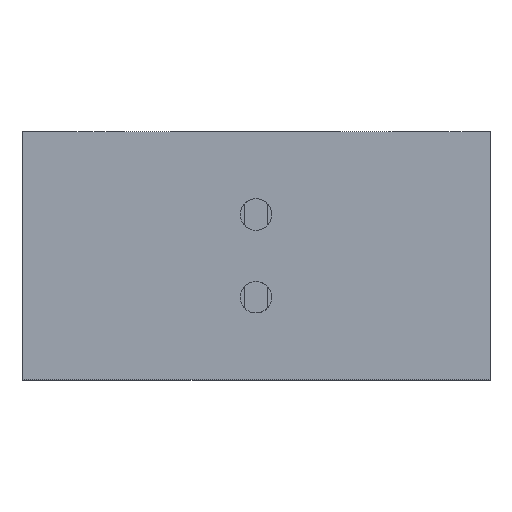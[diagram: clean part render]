
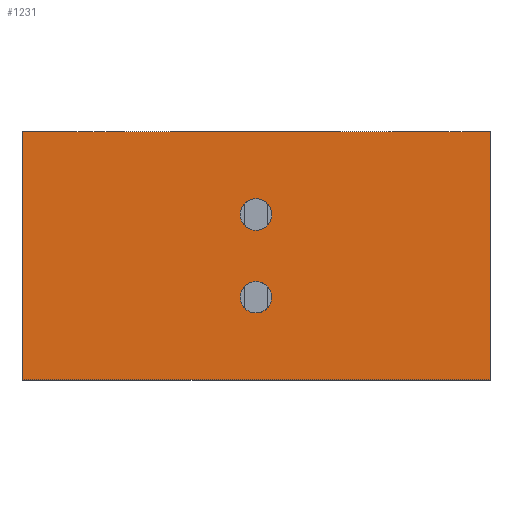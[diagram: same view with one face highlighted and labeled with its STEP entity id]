
A CAD part, top view. The second image highlights one B-rep face of the part: STEP entity #1231.
In plain terms, the highlighted planar face has unit normal (0, 0, 1).
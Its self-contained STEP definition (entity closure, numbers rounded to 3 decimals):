
#17=FACE_BOUND('',#460,.T.);
#18=FACE_BOUND('',#461,.T.);
#54=PLANE('',#1339);
#81=LINE('',#1845,#215);
#119=LINE('',#2020,#253);
#188=LINE('',#2160,#322);
#189=LINE('',#2162,#323);
#215=VECTOR('',#1428,10.);
#253=VECTOR('',#1524,10.);
#322=VECTOR('',#1653,10.);
#323=VECTOR('',#1656,10.);
#397=FACE_OUTER_BOUND('',#459,.T.);
#459=EDGE_LOOP('',(#1147,#1148,#1149,#1150));
#460=EDGE_LOOP('',(#1151));
#461=EDGE_LOOP('',(#1152));
#492=CIRCLE('',#1293,1.4);
#496=CIRCLE('',#1300,1.4);
#554=VERTEX_POINT('',#1842);
#555=VERTEX_POINT('',#1844);
#568=VERTEX_POINT('',#1882);
#578=VERTEX_POINT('',#1942);
#590=VERTEX_POINT('',#2017);
#591=VERTEX_POINT('',#2019);
#683=EDGE_CURVE('',#555,#554,#81,.T.);
#701=EDGE_CURVE('',#568,#568,#492,.T.);
#714=EDGE_CURVE('',#578,#578,#496,.T.);
#738=EDGE_CURVE('',#590,#591,#119,.T.);
#809=EDGE_CURVE('',#554,#591,#188,.T.);
#810=EDGE_CURVE('',#555,#590,#189,.T.);
#1147=ORIENTED_EDGE('',*,*,#683,.T.);
#1148=ORIENTED_EDGE('',*,*,#809,.T.);
#1149=ORIENTED_EDGE('',*,*,#738,.F.);
#1150=ORIENTED_EDGE('',*,*,#810,.F.);
#1151=ORIENTED_EDGE('',*,*,#701,.T.);
#1152=ORIENTED_EDGE('',*,*,#714,.T.);
#1231=ADVANCED_FACE('',(#397,#17,#18),#54,.T.);
#1293=AXIS2_PLACEMENT_3D('',#1883,#1466,#1467);
#1300=AXIS2_PLACEMENT_3D('',#1943,#1487,#1488);
#1339=AXIS2_PLACEMENT_3D('',#2161,#1654,#1655);
#1428=DIRECTION('',(1.,0.,0.));
#1466=DIRECTION('center_axis',(0.,0.,-1.));
#1467=DIRECTION('ref_axis',(-1.,0.,0.));
#1487=DIRECTION('center_axis',(0.,0.,-1.));
#1488=DIRECTION('ref_axis',(-1.,0.,0.));
#1524=DIRECTION('',(1.,0.,0.));
#1653=DIRECTION('',(0.,1.,0.));
#1654=DIRECTION('center_axis',(0.,0.,1.));
#1655=DIRECTION('ref_axis',(1.,0.,0.));
#1656=DIRECTION('',(0.,1.,0.));
#1842=CARTESIAN_POINT('',(41.5,0.,15.979));
#1844=CARTESIAN_POINT('',(0.,0.,15.979));
#1845=CARTESIAN_POINT('',(0.,0.,15.979));
#1882=CARTESIAN_POINT('',(22.15,14.667,15.979));
#1883=CARTESIAN_POINT('Origin',(20.75,14.667,15.979));
#1942=CARTESIAN_POINT('',(22.15,7.333,15.979));
#1943=CARTESIAN_POINT('Origin',(20.75,7.333,15.979));
#2017=CARTESIAN_POINT('',(0.,22.,15.979));
#2019=CARTESIAN_POINT('',(41.5,22.,15.979));
#2020=CARTESIAN_POINT('',(0.,22.,15.979));
#2160=CARTESIAN_POINT('',(41.5,0.,15.979));
#2161=CARTESIAN_POINT('Origin',(0.,0.,15.979));
#2162=CARTESIAN_POINT('',(0.,0.,15.979));
